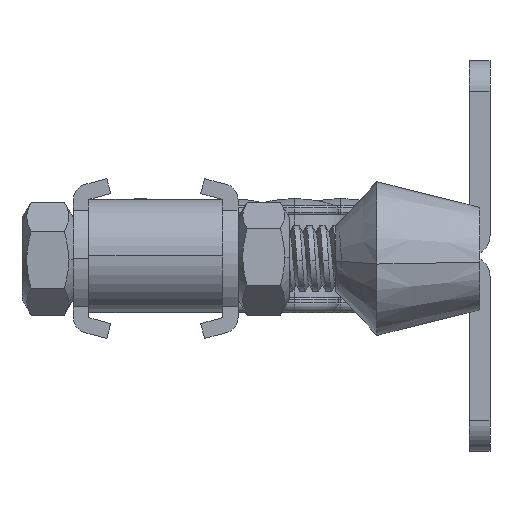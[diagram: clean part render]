
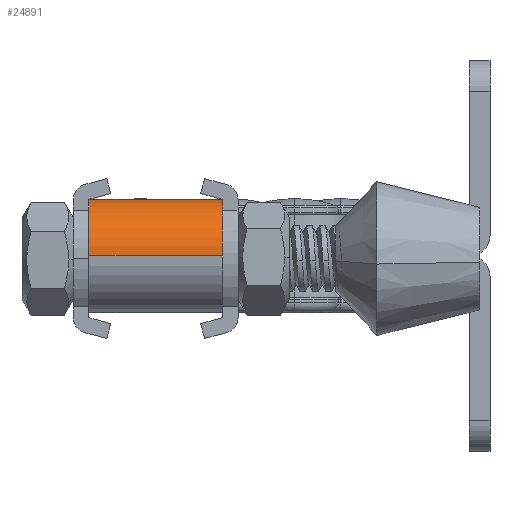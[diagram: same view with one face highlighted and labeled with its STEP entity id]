
A CAD part, left-side view. The second image highlights one B-rep face of the part: STEP entity #24891.
In plain terms, the highlighted cylindrical face has radius 5.5 mm (diameter 11 mm), a partial arc.
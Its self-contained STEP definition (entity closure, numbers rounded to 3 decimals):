
#949 = CARTESIAN_POINT ( 'NONE',  ( -0.16, 0., 25. ) ) ;
#1606 = DIRECTION ( 'NONE',  ( 0., 0., -1. ) ) ;
#3243 = DIRECTION ( 'NONE',  ( 1., 0., 0. ) ) ;
#3341 = VERTEX_POINT ( 'NONE', #11611 ) ;
#5725 = ORIENTED_EDGE ( 'NONE', *, *, #29646, .T. ) ;
#6207 = VECTOR ( 'NONE', #29165, 1000. ) ;
#6240 = CARTESIAN_POINT ( 'NONE',  ( -0.16, -5.5, 12. ) ) ;
#6712 = VERTEX_POINT ( 'NONE', #6240 ) ;
#8206 = VERTEX_POINT ( 'NONE', #22090 ) ;
#8468 = AXIS2_PLACEMENT_3D ( 'NONE', #22387, #8505, #24721 ) ;
#8505 = DIRECTION ( 'NONE',  ( 0., 0., -1. ) ) ;
#9803 = LINE ( 'NONE', #22340, #21410 ) ;
#10471 = AXIS2_PLACEMENT_3D ( 'NONE', #949, #17110, #3243 ) ;
#11611 = CARTESIAN_POINT ( 'NONE',  ( -5.66, 0., 12. ) ) ;
#12149 = CYLINDRICAL_SURFACE ( 'NONE', #14937, 5.5 ) ;
#12986 = CARTESIAN_POINT ( 'NONE',  ( -5.66, 0., 25. ) ) ;
#14096 = EDGE_CURVE ( 'NONE', #15149, #6712, #9803, .T. ) ;
#14650 = ORIENTED_EDGE ( 'NONE', *, *, #23796, .F. ) ;
#14937 = AXIS2_PLACEMENT_3D ( 'NONE', #17794, #20134, #29108 ) ;
#15149 = VERTEX_POINT ( 'NONE', #27026 ) ;
#17110 = DIRECTION ( 'NONE',  ( 0., 0., 1. ) ) ;
#17794 = CARTESIAN_POINT ( 'NONE',  ( -0.16, 0., 25. ) ) ;
#18241 = ORIENTED_EDGE ( 'NONE', *, *, #14096, .F. ) ;
#20134 = DIRECTION ( 'NONE',  ( 0., 0., -1. ) ) ;
#20162 = EDGE_CURVE ( 'NONE', #6712, #3341, #23432, .T. ) ;
#21410 = VECTOR ( 'NONE', #1606, 1000. ) ;
#22090 = CARTESIAN_POINT ( 'NONE',  ( -5.66, 0., 25. ) ) ;
#22340 = CARTESIAN_POINT ( 'NONE',  ( -0.16, -5.5, 25. ) ) ;
#22387 = CARTESIAN_POINT ( 'NONE',  ( -0.16, 0., 12. ) ) ;
#23241 = LINE ( 'NONE', #12986, #6207 ) ;
#23432 = CIRCLE ( 'NONE', #8468, 5.5 ) ;
#23796 = EDGE_CURVE ( 'NONE', #8206, #15149, #25107, .T. ) ;
#24475 = FACE_OUTER_BOUND ( 'NONE', #29032, .T. ) ;
#24721 = DIRECTION ( 'NONE',  ( -1., 0., 0. ) ) ;
#24891 = ADVANCED_FACE ( 'NONE', ( #24475 ), #12149, .T. ) ;
#25107 = CIRCLE ( 'NONE', #10471, 5.5 ) ;
#27026 = CARTESIAN_POINT ( 'NONE',  ( -0.16, -5.5, 25. ) ) ;
#29012 = ORIENTED_EDGE ( 'NONE', *, *, #20162, .F. ) ;
#29032 = EDGE_LOOP ( 'NONE', ( #14650, #5725, #29012, #18241 ) ) ;
#29108 = DIRECTION ( 'NONE',  ( -1., 0., 0. ) ) ;
#29165 = DIRECTION ( 'NONE',  ( 0., 0., -1. ) ) ;
#29646 = EDGE_CURVE ( 'NONE', #8206, #3341, #23241, .T. ) ;
